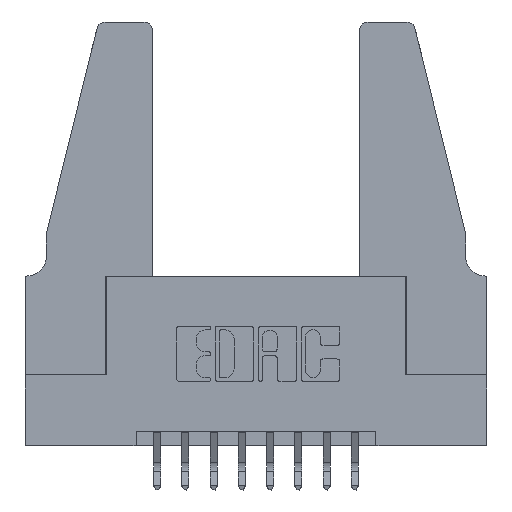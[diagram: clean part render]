
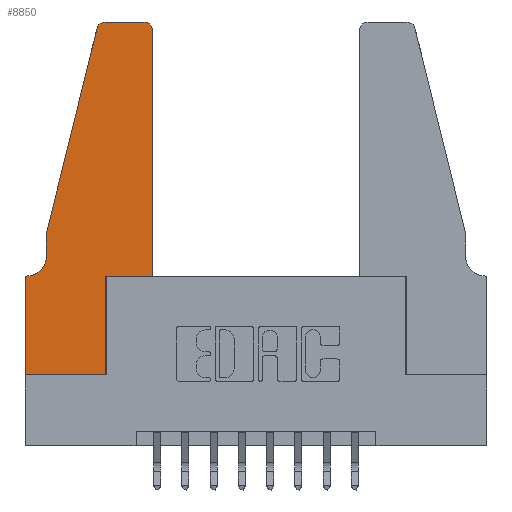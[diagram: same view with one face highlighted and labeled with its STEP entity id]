
A CAD part, top view. The second image highlights one B-rep face of the part: STEP entity #8850.
In plain terms, the highlighted planar face has unit normal (0, 0, 1).
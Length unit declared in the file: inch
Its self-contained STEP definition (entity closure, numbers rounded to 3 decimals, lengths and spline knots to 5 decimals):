
#187 = VECTOR ( 'NONE', #4072, 39.37008 ) ;
#210 = VERTEX_POINT ( 'NONE', #2409 ) ;
#243 = ORIENTED_EDGE ( 'NONE', *, *, #3026, .T. ) ;
#502 = DIRECTION ( 'NONE',  ( 1., 0., 0. ) ) ;
#1075 = AXIS2_PLACEMENT_3D ( 'NONE', #7489, #2295, #6502 ) ;
#1111 = CARTESIAN_POINT ( 'NONE',  ( 0., 0., 0.37 ) ) ;
#1288 = EDGE_CURVE ( 'NONE', #11258, #5182, #7384, .T. ) ;
#1568 = LINE ( 'NONE', #8545, #2699 ) ;
#1618 = FACE_OUTER_BOUND ( 'NONE', #11990, .T. ) ;
#2084 = CARTESIAN_POINT ( 'NONE',  ( 0.0055, 0.42, 0.37 ) ) ;
#2092 = VECTOR ( 'NONE', #6011, 39.37008 ) ;
#2182 = VECTOR ( 'NONE', #10903, 39.37008 ) ;
#2193 = AXIS2_PLACEMENT_3D ( 'NONE', #11262, #13140, #7158 ) ;
#2295 = DIRECTION ( 'NONE',  ( 0., 0., 1. ) ) ;
#2337 = VECTOR ( 'NONE', #9341, 39.37008 ) ;
#2409 = CARTESIAN_POINT ( 'NONE',  ( 0., 0.35, 0.37 ) ) ;
#2524 = DIRECTION ( 'NONE',  ( 0., 0., 1. ) ) ;
#2699 = VECTOR ( 'NONE', #3449, 39.37008 ) ;
#2875 = LINE ( 'NONE', #9079, #2092 ) ;
#3026 = EDGE_CURVE ( 'NONE', #8092, #9509, #10564, .T. ) ;
#3093 = DIRECTION ( 'NONE',  ( 0., 0., -1. ) ) ;
#3449 = DIRECTION ( 'NONE',  ( -1., 0., 0. ) ) ;
#3791 = VECTOR ( 'NONE', #11543, 39.37008 ) ;
#3911 = LINE ( 'NONE', #12424, #2337 ) ;
#3962 = EDGE_CURVE ( 'NONE', #210, #6435, #5067, .T. ) ;
#4049 = EDGE_CURVE ( 'NONE', #7638, #8716, #11008, .T. ) ;
#4072 = DIRECTION ( 'NONE',  ( 1., 0., 0. ) ) ;
#4332 = CARTESIAN_POINT ( 'NONE',  ( 0.0055, 0.35, 0.37 ) ) ;
#4346 = ORIENTED_EDGE ( 'NONE', *, *, #10687, .T. ) ;
#4409 = VERTEX_POINT ( 'NONE', #4633 ) ;
#4572 = DIRECTION ( 'NONE',  ( 0., -1., 0. ) ) ;
#4633 = CARTESIAN_POINT ( 'NONE',  ( 0.4505, 0.35, 0.37 ) ) ;
#4689 = CARTESIAN_POINT ( 'NONE',  ( 0., 0., 0.37 ) ) ;
#4743 = ORIENTED_EDGE ( 'NONE', *, *, #10792, .T. ) ;
#4987 = CARTESIAN_POINT ( 'NONE',  ( 0.284, 1.25, 0.37 ) ) ;
#5067 = LINE ( 'NONE', #1111, #9431 ) ;
#5162 = VERTEX_POINT ( 'NONE', #5230 ) ;
#5182 = VERTEX_POINT ( 'NONE', #5183 ) ;
#5183 = CARTESIAN_POINT ( 'NONE',  ( 0.4205, 1.25, 0.37 ) ) ;
#5230 = CARTESIAN_POINT ( 'NONE',  ( 0.2865, 0., 0.37 ) ) ;
#5668 = CARTESIAN_POINT ( 'NONE',  ( 0.0755, 0.5, 0.37 ) ) ;
#5974 = PLANE ( 'NONE',  #2193 ) ;
#6011 = DIRECTION ( 'NONE',  ( -0.239, -0.971, 0. ) ) ;
#6430 = LINE ( 'NONE', #12155, #187 ) ;
#6435 = VERTEX_POINT ( 'NONE', #4689 ) ;
#6491 = CARTESIAN_POINT ( 'NONE',  ( 0.4505, 0.35, 0.37 ) ) ;
#6502 = DIRECTION ( 'NONE',  ( 1., 0., 0. ) ) ;
#6540 = LINE ( 'NONE', #6491, #3791 ) ;
#6602 = ORIENTED_EDGE ( 'NONE', *, *, #9656, .T. ) ;
#7125 = AXIS2_PLACEMENT_3D ( 'NONE', #8671, #2524, #502 ) ;
#7140 = DIRECTION ( 'NONE',  ( 0., 1., 0. ) ) ;
#7158 = DIRECTION ( 'NONE',  ( 1., 0., 0. ) ) ;
#7272 = ORIENTED_EDGE ( 'NONE', *, *, #11820, .T. ) ;
#7384 = CIRCLE ( 'NONE', #1075, 0.03 ) ;
#7489 = CARTESIAN_POINT ( 'NONE',  ( 0.4205, 1.22, 0.37 ) ) ;
#7638 = VERTEX_POINT ( 'NONE', #12575 ) ;
#8092 = VERTEX_POINT ( 'NONE', #4987 ) ;
#8492 = DIRECTION ( 'NONE',  ( -1., 0., 0. ) ) ;
#8545 = CARTESIAN_POINT ( 'NONE',  ( 0.2605, 1.25, 0.37 ) ) ;
#8671 = CARTESIAN_POINT ( 'NONE',  ( 0.284, 1.22, 0.37 ) ) ;
#8716 = VERTEX_POINT ( 'NONE', #9749 ) ;
#8785 = ORIENTED_EDGE ( 'NONE', *, *, #9766, .T. ) ;
#8819 = EDGE_CURVE ( 'NONE', #6435, #5162, #6430, .T. ) ;
#8850 = ADVANCED_FACE ( 'NONE', ( #1618 ), #5974, .T. ) ;
#8860 = CARTESIAN_POINT ( 'NONE',  ( 0.0755, 0.35, 0.37 ) ) ;
#9079 = CARTESIAN_POINT ( 'NONE',  ( 0.0755, 0.5, 0.37 ) ) ;
#9265 = VECTOR ( 'NONE', #4572, 39.37008 ) ;
#9341 = DIRECTION ( 'NONE',  ( 0., 1., 0. ) ) ;
#9431 = VECTOR ( 'NONE', #11416, 39.37008 ) ;
#9509 = VERTEX_POINT ( 'NONE', #9562 ) ;
#9562 = CARTESIAN_POINT ( 'NONE',  ( 0.25487, 1.22718, 0.37 ) ) ;
#9656 = EDGE_CURVE ( 'NONE', #9509, #7638, #2875, .T. ) ;
#9749 = CARTESIAN_POINT ( 'NONE',  ( 0.0755, 0.42, 0.37 ) ) ;
#9766 = EDGE_CURVE ( 'NONE', #8716, #11466, #10576, .T. ) ;
#9813 = ORIENTED_EDGE ( 'NONE', *, *, #10587, .T. ) ;
#10393 = VECTOR ( 'NONE', #7140, 39.37008 ) ;
#10564 = CIRCLE ( 'NONE', #7125, 0.03 ) ;
#10576 = CIRCLE ( 'NONE', #10603, 0.07 ) ;
#10587 = EDGE_CURVE ( 'NONE', #5182, #8092, #1568, .T. ) ;
#10603 = AXIS2_PLACEMENT_3D ( 'NONE', #2084, #3093, #8492 ) ;
#10687 = EDGE_CURVE ( 'NONE', #5162, #11757, #11022, .T. ) ;
#10698 = ORIENTED_EDGE ( 'NONE', *, *, #3962, .T. ) ;
#10721 = ORIENTED_EDGE ( 'NONE', *, *, #12110, .T. ) ;
#10792 = EDGE_CURVE ( 'NONE', #11757, #4409, #6540, .T. ) ;
#10903 = DIRECTION ( 'NONE',  ( -1., 0., 0. ) ) ;
#10961 = CARTESIAN_POINT ( 'NONE',  ( 0.4505, 1.22, 0.37 ) ) ;
#11008 = LINE ( 'NONE', #5668, #9265 ) ;
#11022 = LINE ( 'NONE', #12222, #10393 ) ;
#11069 = ORIENTED_EDGE ( 'NONE', *, *, #4049, .T. ) ;
#11147 = LINE ( 'NONE', #8860, #2182 ) ;
#11258 = VERTEX_POINT ( 'NONE', #10961 ) ;
#11262 = CARTESIAN_POINT ( 'NONE',  ( 0., 0.35, 0.37 ) ) ;
#11356 = ORIENTED_EDGE ( 'NONE', *, *, #8819, .T. ) ;
#11416 = DIRECTION ( 'NONE',  ( 0., -1., 0. ) ) ;
#11466 = VERTEX_POINT ( 'NONE', #4332 ) ;
#11543 = DIRECTION ( 'NONE',  ( 1., 0., 0. ) ) ;
#11757 = VERTEX_POINT ( 'NONE', #12837 ) ;
#11820 = EDGE_CURVE ( 'NONE', #11466, #210, #11147, .T. ) ;
#11990 = EDGE_LOOP ( 'NONE', ( #9813, #243, #6602, #11069, #8785, #7272, #10698, #11356, #4346, #4743, #10721, #12384 ) ) ;
#12110 = EDGE_CURVE ( 'NONE', #4409, #11258, #3911, .T. ) ;
#12155 = CARTESIAN_POINT ( 'NONE',  ( 0., 0., 0.37 ) ) ;
#12222 = CARTESIAN_POINT ( 'NONE',  ( 0.2865, 0.35, 0.37 ) ) ;
#12384 = ORIENTED_EDGE ( 'NONE', *, *, #1288, .T. ) ;
#12424 = CARTESIAN_POINT ( 'NONE',  ( 0.4505, 0.35, 0.37 ) ) ;
#12575 = CARTESIAN_POINT ( 'NONE',  ( 0.0755, 0.5, 0.37 ) ) ;
#12837 = CARTESIAN_POINT ( 'NONE',  ( 0.2865, 0.35, 0.37 ) ) ;
#13140 = DIRECTION ( 'NONE',  ( 0., 0., 1. ) ) ;
